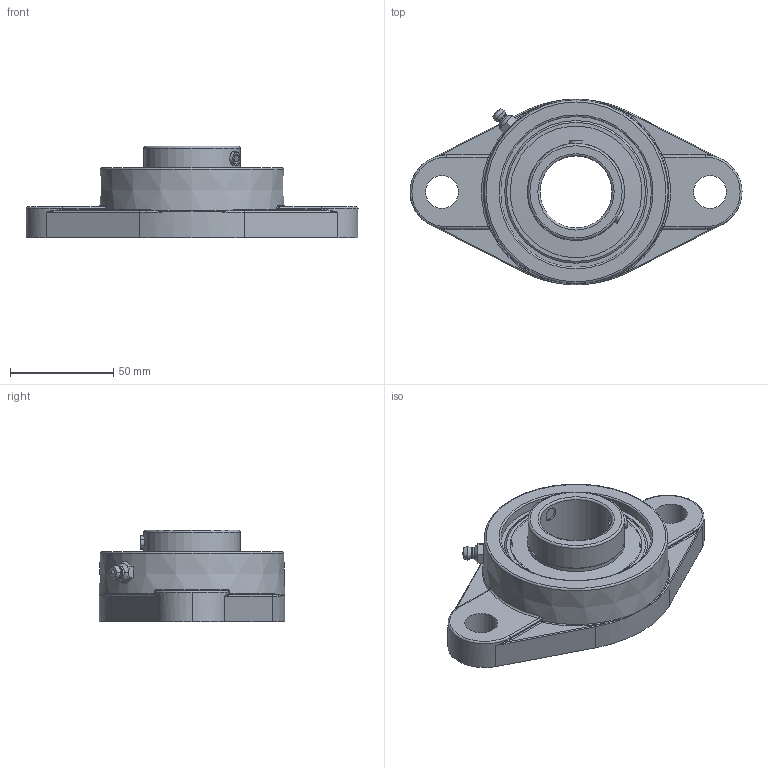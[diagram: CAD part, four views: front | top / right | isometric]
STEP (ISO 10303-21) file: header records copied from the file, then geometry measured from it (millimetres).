
FILE_DESCRIPTION(('HOOPS Exchange Step'),'2;1');
FILE_NAME('export-E483EA33-B96F-41C2-B3A6-1C642B83E08B.stp','2019-12-13T08:23:30-08:00',('ibuslach'),('Alibre'),'HOOPS Exchange 2019.2','Alibre','Unknown authorisation');
FILE_SCHEMA( ('AP242_MANAGED_MODEL_BASED_3D_ENGINEERING_MIM_LF {1 0 10303 442 1 1 4 }') );
Length unit declared in the file: centimetre
Products named in the file (7): MRN SFL 207; UCP ZERK 6mm; SUC 207 RACES; SUC 207 SHIELD; SUC 207 SS; MRN SUC 207; MRN SUCFL 207
Assembly tree (8 placements, depth 3):
  MRN SUCFL 207
    MRN SFL 207
    UCP ZERK 6mm
    MRN SUC 207
      SUC 207 RACES
      SUC 207 SHIELD  x2
      SUC 207 SS  x2
Bounding box: 161 x 90 x 44.4 mm (x, y, z)
Volume: 169398 mm3; surface area: 61711.3 mm2
Topology: 8 solids, 8 shells, 198 faces, 511 edges, 320 vertices
Faces by surface type: plane 60, cylinder 52, bspline 34, torus 28, cone 19, sphere 5
Full cylindrical faces by diameter (mm): 1.505 x2, 5.994 x1, 6 x1, 6.782 x4, 16 x2, 35 x1, 46.736 x3, 47.244 x2, 62.23 x1, 63.805 x2, 73.166 x1, 74.166 x1
Entity records: 12121 total; most frequent: CARTESIAN_POINT 7671, ORIENTED_EDGE 908, DIRECTION 893, EDGE_CURVE 454, AXIS2_PLACEMENT_3D 381, VERTEX_POINT 289, CIRCLE 209, EDGE_LOOP 205
